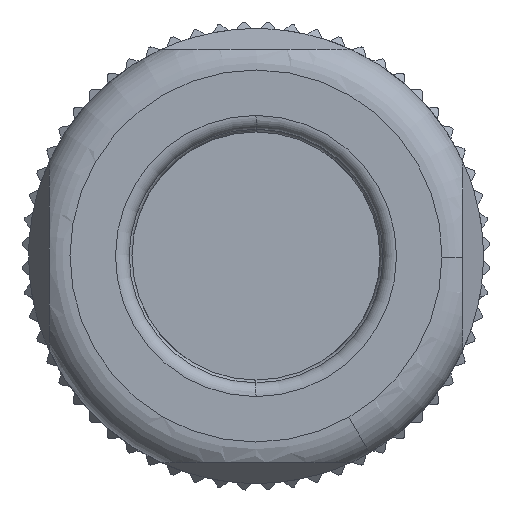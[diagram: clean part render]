
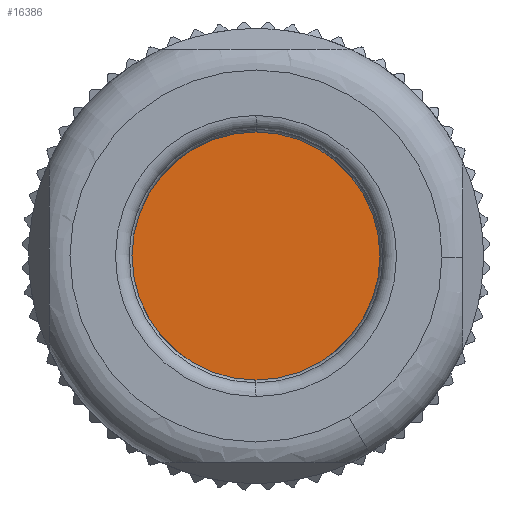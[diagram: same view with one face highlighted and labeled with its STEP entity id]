
A CAD part, front view. The second image highlights one B-rep face of the part: STEP entity #16386.
In plain terms, the highlighted planar face has unit normal (0, -1, 0).
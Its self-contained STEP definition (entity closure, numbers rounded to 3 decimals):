
#958=CARTESIAN_POINT('',(0.,-25.45,0.));
#959=DIRECTION('',(0.,1.,0.));
#960=DIRECTION('',(0.,0.,-1.));
#961=AXIS2_PLACEMENT_3D('',#958,#959,#960);
#963=CARTESIAN_POINT('',(0.,-25.45,0.));
#964=DIRECTION('',(0.,1.,0.));
#965=DIRECTION('',(0.,0.,1.));
#966=AXIS2_PLACEMENT_3D('',#963,#964,#965);
#12782=CARTESIAN_POINT('',(0.,-25.45,4.5));
#12783=CARTESIAN_POINT('',(0.,-25.45,-4.5));
#12784=VERTEX_POINT('',#12782);
#12785=VERTEX_POINT('',#12783);
#16376=CARTESIAN_POINT('',(0.,-25.45,0.));
#16377=DIRECTION('',(0.,-1.,0.));
#16378=DIRECTION('',(1.,0.,0.));
#16379=AXIS2_PLACEMENT_3D('',#16376,#16377,#16378);
#16380=PLANE('',#16379);
#16382=ORIENTED_EDGE('',*,*,#16381,.T.);
#16383=ORIENTED_EDGE('',*,*,#16365,.T.);
#16384=EDGE_LOOP('',(#16382,#16383));
#16385=FACE_OUTER_BOUND('',#16384,.F.);
#16386=ADVANCED_FACE('',(#16385),#16380,.T.);
#962=CIRCLE('',#961,4.5);
#967=CIRCLE('',#966,4.5);
#16365=EDGE_CURVE('',#12784,#12785,#967,.T.);
#16381=EDGE_CURVE('',#12785,#12784,#962,.T.);
